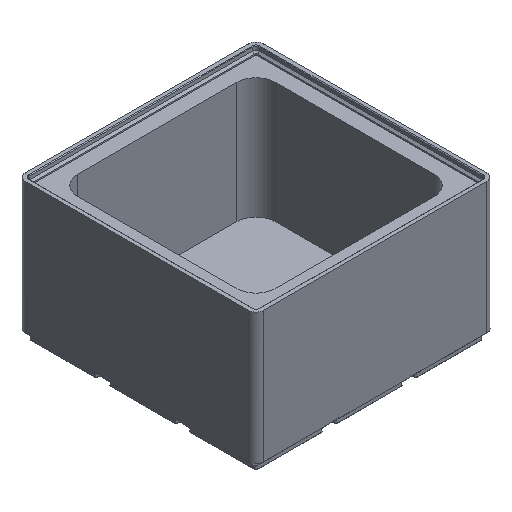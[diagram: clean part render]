
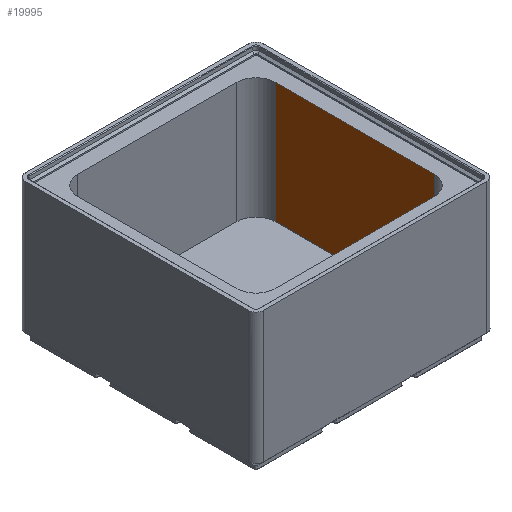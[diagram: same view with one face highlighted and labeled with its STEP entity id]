
A CAD part, isometric view. The second image highlights one B-rep face of the part: STEP entity #19995.
In plain terms, the highlighted planar face has unit normal (-1, 0, 0).
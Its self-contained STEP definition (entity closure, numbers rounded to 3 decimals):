
#13866 = PLANE('',#13867);
#13867 = AXIS2_PLACEMENT_3D('',#13868,#13869,#13870);
#13868 = CARTESIAN_POINT('',(0.,0.,70.));
#13869 = DIRECTION('',(0.,0.,1.));
#13870 = DIRECTION('',(1.,0.,0.));
#17475 = VERTEX_POINT('',#17476);
#17476 = CARTESIAN_POINT('',(52.,42.,70.));
#17491 = CYLINDRICAL_SURFACE('',#17492,10.);
#17492 = AXIS2_PLACEMENT_3D('',#17493,#17494,#17495);
#17493 = CARTESIAN_POINT('',(42.,42.,6.5));
#17494 = DIRECTION('',(0.,0.,1.));
#17495 = DIRECTION('',(1.,0.,-0.));
#17503 = EDGE_CURVE('',#17504,#17475,#17506,.T.);
#17504 = VERTEX_POINT('',#17505);
#17505 = CARTESIAN_POINT('',(52.,-42.,70.));
#17506 = SURFACE_CURVE('',#17507,(#17511,#17517),.PCURVE_S1.);
#17507 = LINE('',#17508,#17509);
#17508 = CARTESIAN_POINT('',(52.,-26.,70.));
#17509 = VECTOR('',#17510,1.);
#17510 = DIRECTION('',(0.,1.,0.));
#17511 = PCURVE('',#13866,#17512);
#17512 = DEFINITIONAL_REPRESENTATION('',(#17513),#17516);
#17513 = B_SPLINE_CURVE_WITH_KNOTS('',1,(#17514,#17515),.UNSPECIFIED.,
  .F.,.F.,(2,2),(-16.,68.),.PIECEWISE_BEZIER_KNOTS.);
#17514 = CARTESIAN_POINT('',(52.,-42.));
#17515 = CARTESIAN_POINT('',(52.,42.));
#17516 = ( GEOMETRIC_REPRESENTATION_CONTEXT(2) 
PARAMETRIC_REPRESENTATION_CONTEXT() REPRESENTATION_CONTEXT('2D SPACE',''
  ) );
#17517 = PCURVE('',#17518,#17523);
#17518 = PLANE('',#17519);
#17519 = AXIS2_PLACEMENT_3D('',#17520,#17521,#17522);
#17520 = CARTESIAN_POINT('',(52.,-52.,6.5));
#17521 = DIRECTION('',(1.,0.,0.));
#17522 = DIRECTION('',(0.,0.,1.));
#17523 = DEFINITIONAL_REPRESENTATION('',(#17524),#17527);
#17524 = B_SPLINE_CURVE_WITH_KNOTS('',1,(#17525,#17526),.UNSPECIFIED.,
  .F.,.F.,(2,2),(-16.,68.),.PIECEWISE_BEZIER_KNOTS.);
#17525 = CARTESIAN_POINT('',(63.5,-10.));
#17526 = CARTESIAN_POINT('',(63.5,-94.));
#17527 = ( GEOMETRIC_REPRESENTATION_CONTEXT(2) 
PARAMETRIC_REPRESENTATION_CONTEXT() REPRESENTATION_CONTEXT('2D SPACE',''
  ) );
#17546 = CYLINDRICAL_SURFACE('',#17547,10.);
#17547 = AXIS2_PLACEMENT_3D('',#17548,#17549,#17550);
#17548 = CARTESIAN_POINT('',(42.,-42.,6.5));
#17549 = DIRECTION('',(0.,0.,1.));
#17550 = DIRECTION('',(1.,0.,-0.));
#19859 = PLANE('',#19860);
#19860 = AXIS2_PLACEMENT_3D('',#19861,#19862,#19863);
#19861 = CARTESIAN_POINT('',(-52.,-52.,6.5));
#19862 = DIRECTION('',(0.,0.,1.));
#19863 = DIRECTION('',(1.,0.,0.));
#19945 = EDGE_CURVE('',#19946,#17504,#19948,.T.);
#19946 = VERTEX_POINT('',#19947);
#19947 = CARTESIAN_POINT('',(52.,-42.,6.5));
#19948 = SURFACE_CURVE('',#19949,(#19953,#19960),.PCURVE_S1.);
#19949 = LINE('',#19950,#19951);
#19950 = CARTESIAN_POINT('',(52.,-42.,6.5));
#19951 = VECTOR('',#19952,1.);
#19952 = DIRECTION('',(0.,0.,1.));
#19953 = PCURVE('',#17546,#19954);
#19954 = DEFINITIONAL_REPRESENTATION('',(#19955),#19959);
#19955 = LINE('',#19956,#19957);
#19956 = CARTESIAN_POINT('',(-0.,0.));
#19957 = VECTOR('',#19958,1.);
#19958 = DIRECTION('',(-0.,1.));
#19959 = ( GEOMETRIC_REPRESENTATION_CONTEXT(2) 
PARAMETRIC_REPRESENTATION_CONTEXT() REPRESENTATION_CONTEXT('2D SPACE',''
  ) );
#19960 = PCURVE('',#17518,#19961);
#19961 = DEFINITIONAL_REPRESENTATION('',(#19962),#19966);
#19962 = LINE('',#19963,#19964);
#19963 = CARTESIAN_POINT('',(0.,-10.));
#19964 = VECTOR('',#19965,1.);
#19965 = DIRECTION('',(1.,0.));
#19966 = ( GEOMETRIC_REPRESENTATION_CONTEXT(2) 
PARAMETRIC_REPRESENTATION_CONTEXT() REPRESENTATION_CONTEXT('2D SPACE',''
  ) );
#19995 = ADVANCED_FACE('',(#19996),#17518,.F.);
#19996 = FACE_BOUND('',#19997,.F.);
#19997 = EDGE_LOOP('',(#19998,#19999,#20000,#20023));
#19998 = ORIENTED_EDGE('',*,*,#17503,.F.);
#19999 = ORIENTED_EDGE('',*,*,#19945,.F.);
#20000 = ORIENTED_EDGE('',*,*,#20001,.T.);
#20001 = EDGE_CURVE('',#19946,#20002,#20004,.T.);
#20002 = VERTEX_POINT('',#20003);
#20003 = CARTESIAN_POINT('',(52.,42.,6.5));
#20004 = SURFACE_CURVE('',#20005,(#20009,#20016),.PCURVE_S1.);
#20005 = LINE('',#20006,#20007);
#20006 = CARTESIAN_POINT('',(52.,-52.,6.5));
#20007 = VECTOR('',#20008,1.);
#20008 = DIRECTION('',(0.,1.,0.));
#20009 = PCURVE('',#17518,#20010);
#20010 = DEFINITIONAL_REPRESENTATION('',(#20011),#20015);
#20011 = LINE('',#20012,#20013);
#20012 = CARTESIAN_POINT('',(0.,0.));
#20013 = VECTOR('',#20014,1.);
#20014 = DIRECTION('',(0.,-1.));
#20015 = ( GEOMETRIC_REPRESENTATION_CONTEXT(2) 
PARAMETRIC_REPRESENTATION_CONTEXT() REPRESENTATION_CONTEXT('2D SPACE',''
  ) );
#20016 = PCURVE('',#19859,#20017);
#20017 = DEFINITIONAL_REPRESENTATION('',(#20018),#20022);
#20018 = LINE('',#20019,#20020);
#20019 = CARTESIAN_POINT('',(104.,0.));
#20020 = VECTOR('',#20021,1.);
#20021 = DIRECTION('',(0.,1.));
#20022 = ( GEOMETRIC_REPRESENTATION_CONTEXT(2) 
PARAMETRIC_REPRESENTATION_CONTEXT() REPRESENTATION_CONTEXT('2D SPACE',''
  ) );
#20023 = ORIENTED_EDGE('',*,*,#20024,.T.);
#20024 = EDGE_CURVE('',#20002,#17475,#20025,.T.);
#20025 = SURFACE_CURVE('',#20026,(#20030,#20037),.PCURVE_S1.);
#20026 = LINE('',#20027,#20028);
#20027 = CARTESIAN_POINT('',(52.,42.,6.5));
#20028 = VECTOR('',#20029,1.);
#20029 = DIRECTION('',(0.,0.,1.));
#20030 = PCURVE('',#17518,#20031);
#20031 = DEFINITIONAL_REPRESENTATION('',(#20032),#20036);
#20032 = LINE('',#20033,#20034);
#20033 = CARTESIAN_POINT('',(0.,-94.));
#20034 = VECTOR('',#20035,1.);
#20035 = DIRECTION('',(1.,0.));
#20036 = ( GEOMETRIC_REPRESENTATION_CONTEXT(2) 
PARAMETRIC_REPRESENTATION_CONTEXT() REPRESENTATION_CONTEXT('2D SPACE',''
  ) );
#20037 = PCURVE('',#17491,#20038);
#20038 = DEFINITIONAL_REPRESENTATION('',(#20039),#20043);
#20039 = LINE('',#20040,#20041);
#20040 = CARTESIAN_POINT('',(0.,0.));
#20041 = VECTOR('',#20042,1.);
#20042 = DIRECTION('',(0.,1.));
#20043 = ( GEOMETRIC_REPRESENTATION_CONTEXT(2) 
PARAMETRIC_REPRESENTATION_CONTEXT() REPRESENTATION_CONTEXT('2D SPACE',''
  ) );
